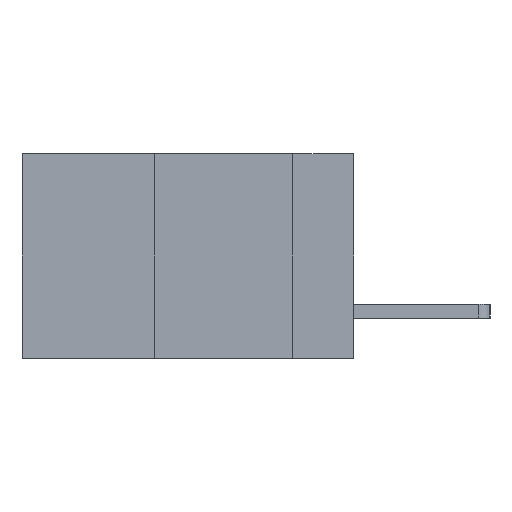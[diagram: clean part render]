
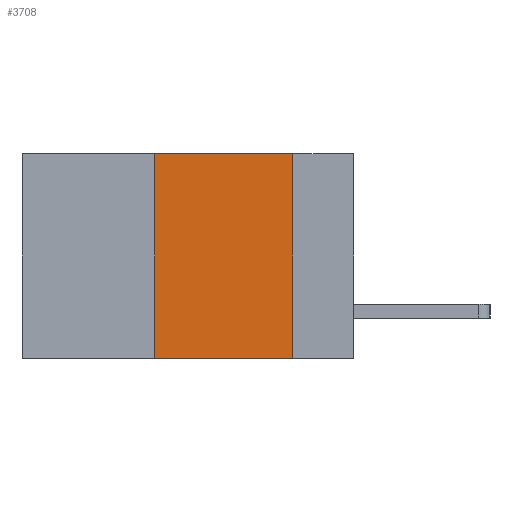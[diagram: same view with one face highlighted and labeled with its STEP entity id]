
A CAD part, left-side view. The second image highlights one B-rep face of the part: STEP entity #3708.
In plain terms, the highlighted planar face has unit normal (-1, 0, 0).
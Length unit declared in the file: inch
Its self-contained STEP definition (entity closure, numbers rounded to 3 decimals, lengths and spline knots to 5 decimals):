
#144 = VERTEX_POINT ( 'NONE', #7910 ) ;
#205 = CARTESIAN_POINT ( 'NONE',  ( 0., 0.36, -0.37 ) ) ;
#414 = LINE ( 'NONE', #7823, #7835 ) ;
#916 = EDGE_CURVE ( 'NONE', #8471, #8488, #414, .T. ) ;
#1463 = DIRECTION ( 'NONE',  ( 0., -1., 0. ) ) ;
#1626 = CARTESIAN_POINT ( 'NONE',  ( 0., 0.36, 0. ) ) ;
#1938 = DIRECTION ( 'NONE',  ( 0., -1., 0. ) ) ;
#2499 = PLANE ( 'NONE',  #3282 ) ;
#2629 = EDGE_CURVE ( 'NONE', #8291, #144, #6672, .T. ) ;
#3282 = AXIS2_PLACEMENT_3D ( 'NONE', #5419, #8337, #6822 ) ;
#3293 = VECTOR ( 'NONE', #1463, 39.37008 ) ;
#3525 = LINE ( 'NONE', #5683, #4874 ) ;
#3687 = LINE ( 'NONE', #8821, #3293 ) ;
#3708 = ADVANCED_FACE ( 'NONE', ( #8732 ), #2499, .F. ) ;
#3908 = CARTESIAN_POINT ( 'NONE',  ( 0., 0.11, 0. ) ) ;
#4753 = ORIENTED_EDGE ( 'NONE', *, *, #916, .F. ) ;
#4808 = ORIENTED_EDGE ( 'NONE', *, *, #5606, .F. ) ;
#4874 = VECTOR ( 'NONE', #1938, 39.37008 ) ;
#5419 = CARTESIAN_POINT ( 'NONE',  ( 0., 0.6, 0. ) ) ;
#5524 = CARTESIAN_POINT ( 'NONE',  ( 0., 0.11, 0. ) ) ;
#5606 = EDGE_CURVE ( 'NONE', #8488, #8291, #3525, .T. ) ;
#5683 = CARTESIAN_POINT ( 'NONE',  ( 0., 0.6, 0. ) ) ;
#6067 = EDGE_LOOP ( 'NONE', ( #8874, #4808, #4753, #9169 ) ) ;
#6142 = VECTOR ( 'NONE', #6858, 39.37008 ) ;
#6672 = LINE ( 'NONE', #3908, #6142 ) ;
#6822 = DIRECTION ( 'NONE',  ( 0., 0., -1. ) ) ;
#6858 = DIRECTION ( 'NONE',  ( 0., 0., -1. ) ) ;
#7727 = DIRECTION ( 'NONE',  ( 0., 0., 1. ) ) ;
#7823 = CARTESIAN_POINT ( 'NONE',  ( 0., 0.36, 0. ) ) ;
#7835 = VECTOR ( 'NONE', #7727, 39.37008 ) ;
#7910 = CARTESIAN_POINT ( 'NONE',  ( 0., 0.11, -0.37 ) ) ;
#8291 = VERTEX_POINT ( 'NONE', #5524 ) ;
#8337 = DIRECTION ( 'NONE',  ( 1., 0., 0. ) ) ;
#8471 = VERTEX_POINT ( 'NONE', #205 ) ;
#8488 = VERTEX_POINT ( 'NONE', #1626 ) ;
#8732 = FACE_OUTER_BOUND ( 'NONE', #6067, .T. ) ;
#8821 = CARTESIAN_POINT ( 'NONE',  ( 0., 0.6, -0.37 ) ) ;
#8874 = ORIENTED_EDGE ( 'NONE', *, *, #2629, .F. ) ;
#9169 = ORIENTED_EDGE ( 'NONE', *, *, #9440, .T. ) ;
#9440 = EDGE_CURVE ( 'NONE', #8471, #144, #3687, .T. ) ;
